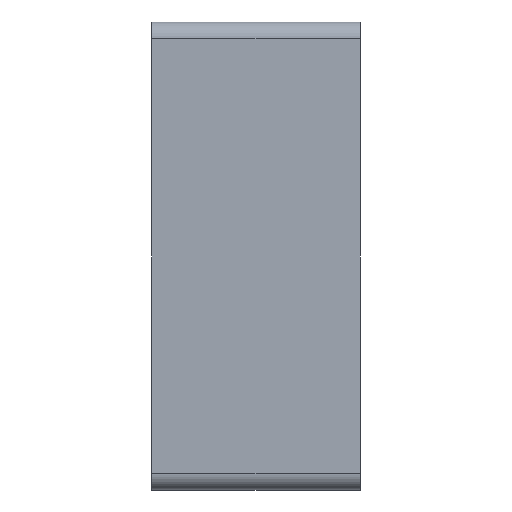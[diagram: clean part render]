
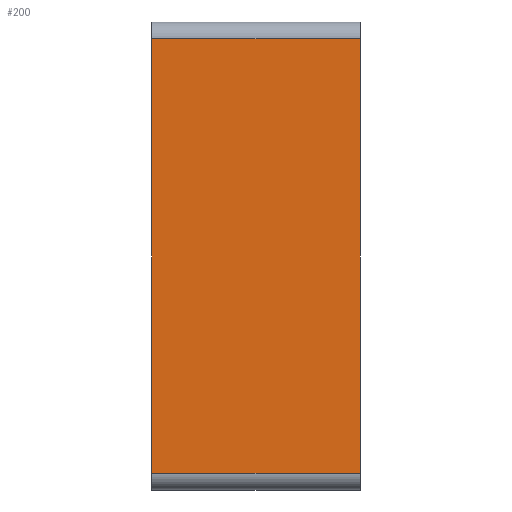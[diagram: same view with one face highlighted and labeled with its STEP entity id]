
A CAD part, left-side view. The second image highlights one B-rep face of the part: STEP entity #200.
In plain terms, the highlighted planar face has unit normal (-1, 0, 0).
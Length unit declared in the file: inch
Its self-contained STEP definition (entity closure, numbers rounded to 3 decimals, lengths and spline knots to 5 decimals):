
#163 = EDGE_CURVE ( 'NONE', #187, #267, #2764, .T. ) ;
#187 = VERTEX_POINT ( 'NONE', #2791 ) ;
#192 = EDGE_CURVE ( 'NONE', #280, #267, #2876, .T. ) ;
#193 = ORIENTED_EDGE ( 'NONE', *, *, #163, .F. ) ;
#200 = ADVANCED_FACE ( 'NONE', ( #3048 ), #3047, .T. ) ;
#201 = EDGE_LOOP ( 'NONE', ( #264, #265, #266, #193 ) ) ;
#238 = EDGE_CURVE ( 'NONE', #272, #280, #3174, .T. ) ;
#264 = ORIENTED_EDGE ( 'NONE', *, *, #557, .F. ) ;
#265 = ORIENTED_EDGE ( 'NONE', *, *, #238, .T. ) ;
#266 = ORIENTED_EDGE ( 'NONE', *, *, #192, .T. ) ;
#267 = VERTEX_POINT ( 'NONE', #3204 ) ;
#272 = VERTEX_POINT ( 'NONE', #3203 ) ;
#280 = VERTEX_POINT ( 'NONE', #3300 ) ;
#557 = EDGE_CURVE ( 'NONE', #272, #187, #3971, .T. ) ;
#2764 = LINE ( 'NONE', #2776, #2775 ) ;
#2774 = DIRECTION ( 'NONE',  ( 0., 0., 1. ) ) ;
#2775 = VECTOR ( 'NONE', #2774, 39.37008 ) ;
#2776 = CARTESIAN_POINT ( 'NONE',  ( -17.52387, 0., -11.63429 ) ) ;
#2791 = CARTESIAN_POINT ( 'NONE',  ( -17.52387, 0., -11.63429 ) ) ;
#2873 = DIRECTION ( 'NONE',  ( 0., 1., 0. ) ) ;
#2874 = VECTOR ( 'NONE', #2873, 39.37008 ) ;
#2875 = CARTESIAN_POINT ( 'NONE',  ( -17.52387, -54.42823, 11.63429 ) ) ;
#2876 = LINE ( 'NONE', #2875, #2874 ) ;
#3043 = DIRECTION ( 'NONE',  ( 0., 0., 1. ) ) ;
#3044 = DIRECTION ( 'NONE',  ( -1., 0., 0. ) ) ;
#3045 = CARTESIAN_POINT ( 'NONE',  ( -17.52387, -54.42823, -11.63429 ) ) ;
#3046 = AXIS2_PLACEMENT_3D ( 'NONE', #3045, #3044, #3043 ) ;
#3047 = PLANE ( 'NONE',  #3046 ) ;
#3048 = FACE_OUTER_BOUND ( 'NONE', #201, .T. ) ;
#3171 = DIRECTION ( 'NONE',  ( 0., 0., 1. ) ) ;
#3172 = VECTOR ( 'NONE', #3171, 39.37008 ) ;
#3173 = CARTESIAN_POINT ( 'NONE',  ( -17.52387, -11.15, -11.63429 ) ) ;
#3174 = LINE ( 'NONE', #3173, #3172 ) ;
#3203 = CARTESIAN_POINT ( 'NONE',  ( -17.52387, -11.15, -11.63429 ) ) ;
#3204 = CARTESIAN_POINT ( 'NONE',  ( -17.52387, 0., 11.63429 ) ) ;
#3300 = CARTESIAN_POINT ( 'NONE',  ( -17.52387, -11.15, 11.63429 ) ) ;
#3968 = DIRECTION ( 'NONE',  ( 0., 1., 0. ) ) ;
#3969 = VECTOR ( 'NONE', #3968, 39.37008 ) ;
#3970 = CARTESIAN_POINT ( 'NONE',  ( -17.52387, -54.42823, -11.63429 ) ) ;
#3971 = LINE ( 'NONE', #3970, #3969 ) ;
